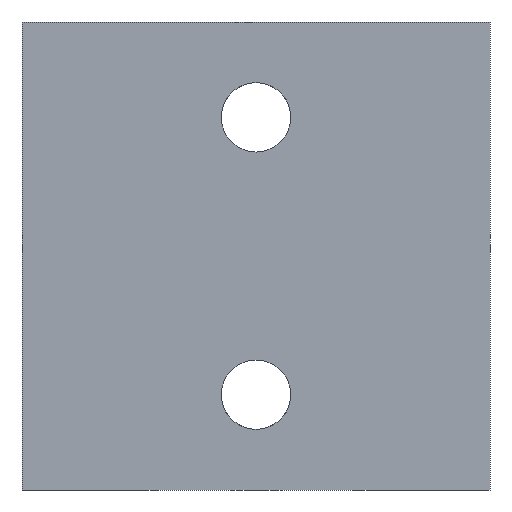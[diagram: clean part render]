
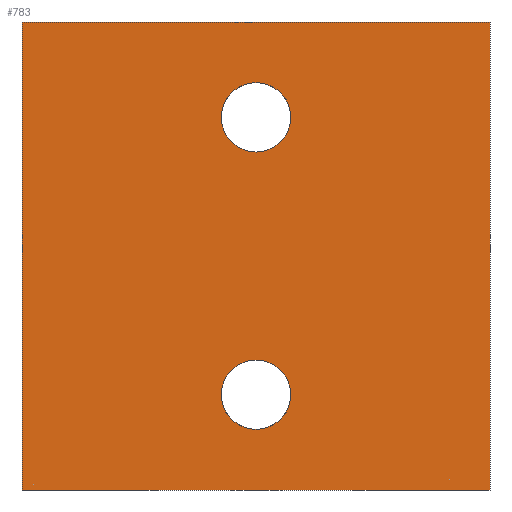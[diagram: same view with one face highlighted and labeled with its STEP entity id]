
A CAD part, front view. The second image highlights one B-rep face of the part: STEP entity #783.
In plain terms, the highlighted planar face has unit normal (0, -1, 0).
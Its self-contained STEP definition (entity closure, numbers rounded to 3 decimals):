
#264=CARTESIAN_POINT('POINT20',(-0.25,-0.75,1.));
#265=VERTEX_POINT('VERTEX20',#264);
#272=CARTESIAN_POINT('POINT21',(0.25,-0.75,1.));
#273=VERTEX_POINT('VERTEX21',#272);
#274=CARTESIAN_POINT('POS21',(0.,-0.75,1.));
#275=DIRECTION('DIR32',(0.,1.,0.));
#276=DIRECTION('DIR33',(-1.,0.,0.));
#277=AXIS2_PLACEMENT_3D('AXIS12',#274,#275,#276);
#278=CIRCLE('ELLIPSE7',#277,0.25);
#279=EDGE_CURVE('EDGE28',#273,#265,#278,.T.);
#301=EDGE_CURVE('EDGE30',#265,#273,#278,.T.);
#437=CARTESIAN_POINT('POINT33',(-1.688,-0.75,1.688));
#438=VERTEX_POINT('VERTEX33',#437);
#445=CARTESIAN_POINT('POINT34',(1.688,-0.75,1.688));
#446=VERTEX_POINT('VERTEX34',#445);
#447=CARTESIAN_POINT('POS38',(-0.844,-0.75,1.688));
#448=DIRECTION('DIR56',(-1.,0.,0.));
#449=VECTOR('VEC20',#448,1.);
#450=LINE('STRAIGHT20',#447,#449);
#451=EDGE_CURVE('EDGE46',#446,#438,#450,.T.);
#526=CARTESIAN_POINT('POINT43',(-0.25,-0.75,-1.));
#527=VERTEX_POINT('VERTEX43',#526);
#543=CARTESIAN_POINT('POINT45',(0.25,-0.75,-1.));
#544=VERTEX_POINT('VERTEX45',#543);
#551=CARTESIAN_POINT('POS50',(0.,-0.75,-1.));
#552=DIRECTION('DIR71',(0.,1.,0.));
#553=DIRECTION('DIR72',(-1.,0.,0.));
#554=AXIS2_PLACEMENT_3D('AXIS22',#551,#552,#553);
#555=CIRCLE('ELLIPSE13',#554,0.25);
#556=EDGE_CURVE('EDGE58',#544,#527,#555,.F.);
#727=CARTESIAN_POINT('POINT56',(-1.688,-0.75,-1.688));
#728=VERTEX_POINT('VERTEX56',#727);
#735=CARTESIAN_POINT('POS72',(-1.688,-0.75,-1.688));
#736=DIRECTION('DIR103',(0.,0.,-1.));
#737=VECTOR('VEC41',#736,1.);
#738=LINE('STRAIGHT41',#735,#737);
#739=EDGE_CURVE('EDGE75',#438,#728,#738,.T.);
#751=CARTESIAN_POINT('POINT57',(1.688,-0.75,-1.688));
#752=VERTEX_POINT('VERTEX57',#751);
#753=CARTESIAN_POINT('POS74',(-0.844,-0.75,-1.688));
#754=DIRECTION('DIR106',(-1.,0.,0.));
#755=VECTOR('VEC42',#754,1.);
#756=LINE('STRAIGHT42',#753,#755);
#757=EDGE_CURVE('EDGE76',#752,#728,#756,.T.);
#758=ORIENTED_EDGE('COEDGE119',*,*,#757,.F.);
#759=CARTESIAN_POINT('POS75',(1.688,-0.75,-1.688));
#760=DIRECTION('DIR107',(0.,0.,-1.));
#761=VECTOR('VEC43',#760,1.);
#762=LINE('STRAIGHT43',#759,#761);
#763=EDGE_CURVE('EDGE77',#446,#752,#762,.T.);
#764=ORIENTED_EDGE('COEDGE120',*,*,#763,.F.);
#765=ORIENTED_EDGE('COEDGE121',*,*,#451,.T.);
#766=ORIENTED_EDGE('COEDGE122',*,*,#739,.T.);
#767=EDGE_LOOP('NONE',(#758,#764,#765,#766));
#768=FACE_BOUND('LOOP1',#767,.T.);
#769=ORIENTED_EDGE('COEDGE123',*,*,#301,.T.);
#770=ORIENTED_EDGE('COEDGE124',*,*,#279,.T.);
#771=EDGE_LOOP('NONE',(#769,#770));
#772=FACE_BOUND('LOOP1',#771,.T.);
#773=EDGE_CURVE('EDGE78',#527,#544,#555,.F.);
#774=ORIENTED_EDGE('COEDGE125',*,*,#773,.F.);
#775=ORIENTED_EDGE('COEDGE126',*,*,#556,.F.);
#776=EDGE_LOOP('NONE',(#774,#775));
#777=FACE_BOUND('LOOP1',#776,.T.);
#778=CARTESIAN_POINT('POS76',(-1.688,-0.75,-1.688));
#779=DIRECTION('DIR108',(0.,-1.,0.));
#780=DIRECTION('DIR109',(1.,0.,0.));
#781=AXIS2_PLACEMENT_3D('AXIS33',#778,#779,#780);
#782=PLANE('PLANE8',#781);
#783=ADVANCED_FACE('FACE24',(#768,#772,#777),#782,.T.);
